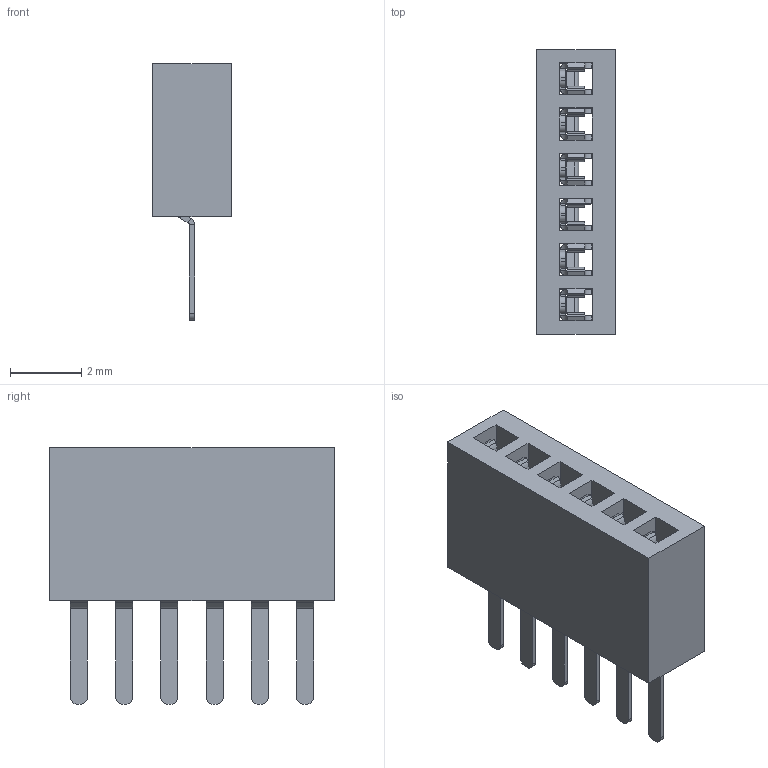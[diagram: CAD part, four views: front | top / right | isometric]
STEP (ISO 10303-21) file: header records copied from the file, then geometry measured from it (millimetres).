
FILE_DESCRIPTION(('FreeCAD Model'),'2;1');
FILE_NAME('1x02_H4.3.step','2016-10-30T17:30:12',('Author'),(''), 'Open CASCADE STEP processor 6.8','FreeCAD','Unknown');
FILE_SCHEMA(('AUTOMOTIVE_DESIGN_CC2 { 1 2 10303 214 -1 1 5 4 }'));
Length unit declared in the file: millimetre
Products named in the file (2): ASSEMBLY; 1x02_H4.3
Assembly tree (1 placements, depth 2):
  ASSEMBLY
    1x02_H4.3
Bounding box: 2.2 x 7.99 x 7.2 mm (x, y, z)
Volume: 62.3 mm3; surface area: 331.2 mm2
Topology: 7 solids, 7 shells, 522 faces, 1284 edges, 776 vertices
Faces by surface type: plane 366, cylinder 156
Entity records: 36829 total; most frequent: CARTESIAN_POINT 7924, DIRECTION 4588, LINE 2808, VECTOR 2808, ORIENTED_EDGE 2568, PCURVE 2568, DEFINITIONAL_REPRESENTATION 2568, EDGE_CURVE 1284
